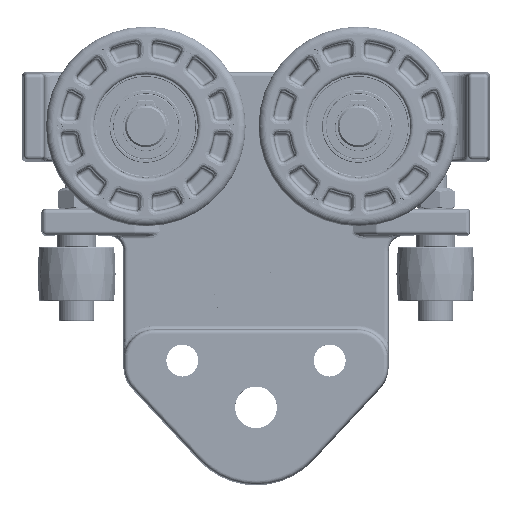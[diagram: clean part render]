
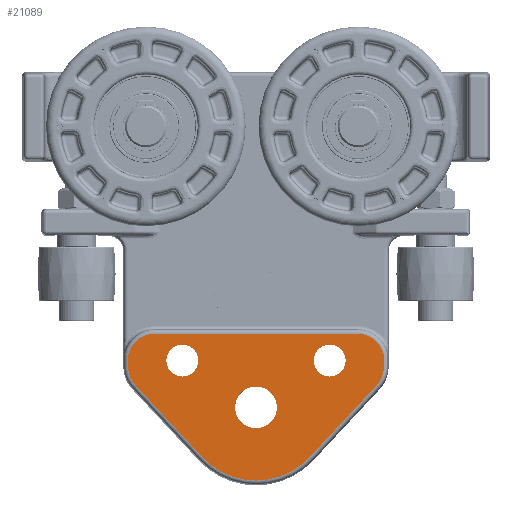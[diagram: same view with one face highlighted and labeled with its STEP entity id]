
A CAD part, top view. The second image highlights one B-rep face of the part: STEP entity #21089.
In plain terms, the highlighted face is planar.
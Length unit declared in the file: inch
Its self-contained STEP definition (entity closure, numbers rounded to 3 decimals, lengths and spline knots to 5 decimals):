
#124=CARTESIAN_POINT('',(-0.46875,-1.1811,1.0059));
#125=VERTEX_POINT('',#124);
#126=CARTESIAN_POINT('',(-0.46875,-1.1811,0.75));
#127=DIRECTION('',(1.0,0.0,0.0));
#128=DIRECTION('',(0.0,0.0,-1.0));
#129=AXIS2_PLACEMENT_3D('',#126,#127,#128);
#130=CIRCLE('',#129,0.2559);
#131=EDGE_CURVE('',#125,#125,#130,.T.);
#152=CARTESIAN_POINT('',(-0.46875,1.1811,1.0059));
#153=VERTEX_POINT('',#152);
#154=CARTESIAN_POINT('',(-0.46875,1.1811,0.75));
#155=DIRECTION('',(1.0,0.0,0.0));
#156=DIRECTION('',(0.0,0.0,-1.0));
#157=AXIS2_PLACEMENT_3D('',#154,#155,#156);
#158=CIRCLE('',#157,0.2559);
#159=EDGE_CURVE('',#153,#153,#158,.T.);
#15233=CARTESIAN_POINT('',(-0.46875,0.,0.33465));
#15234=VERTEX_POINT('',#15233);
#15235=CARTESIAN_POINT('',(-0.46875,0.,0.));
#15236=DIRECTION('',(1.0,0.0,0.0));
#15237=DIRECTION('',(0.0,0.0,-1.0));
#15238=AXIS2_PLACEMENT_3D('',#15235,#15236,#15237);
#15239=CIRCLE('',#15238,0.33465);
#15240=EDGE_CURVE('',#15234,#15234,#15239,.T.);
#20606=CARTESIAN_POINT('',(-0.46875,-2.04828,0.83701));
#20607=VERTEX_POINT('',#20606);
#20630=CARTESIAN_POINT('',(-0.46875,2.04828,0.83701));
#20631=VERTEX_POINT('',#20630);
#20663=CARTESIAN_POINT('',(-0.46875,1.62401,1.1831));
#20664=VERTEX_POINT('',#20663);
#20680=CARTESIAN_POINT('',(-0.46875,1.62401,0.75));
#20681=DIRECTION('',(1.0,0.,0.));
#20682=DIRECTION('',(0.,0.637,0.771));
#20683=AXIS2_PLACEMENT_3D('',#20680,#20681,#20682);
#20684=CIRCLE('',#20683,0.4331);
#20685=EDGE_CURVE('',#20631,#20664,#20684,.T.);
#20725=CARTESIAN_POINT('',(-0.46875,2.04828,0.64193));
#20726=VERTEX_POINT('',#20725);
#20734=CARTESIAN_POINT('',(-0.46875,2.04828,0.64193));
#20735=DIRECTION('',(0.0,0.0,1.0));
#20736=VECTOR('',#20735,0.19509);
#20737=LINE('',#20734,#20736);
#20738=EDGE_CURVE('',#20726,#20631,#20737,.T.);
#20750=CARTESIAN_POINT('',(-0.46875,-1.62401,1.1831));
#20751=VERTEX_POINT('',#20750);
#20761=CARTESIAN_POINT('',(-0.46875,1.62401,1.1831));
#20762=DIRECTION('',(0.0,-1.0,0.0));
#20763=VECTOR('',#20762,3.24802);
#20764=LINE('',#20761,#20763);
#20765=EDGE_CURVE('',#20664,#20751,#20764,.T.);
#20777=CARTESIAN_POINT('',(-0.46875,1.93444,0.35312));
#20778=VERTEX_POINT('',#20777);
#20786=CARTESIAN_POINT('',(-0.46875,1.625,0.64193));
#20787=DIRECTION('',(1.0,0.,0.));
#20788=DIRECTION('',(0.,0.93,-0.367));
#20789=AXIS2_PLACEMENT_3D('',#20786,#20787,#20788);
#20790=CIRCLE('',#20789,0.42328);
#20791=EDGE_CURVE('',#20778,#20726,#20790,.T.);
#20812=CARTESIAN_POINT('',(-0.46875,-1.62401,0.75));
#20813=DIRECTION('',(1.,0.,0.));
#20814=DIRECTION('',(0.,-0.637,0.771));
#20815=AXIS2_PLACEMENT_3D('',#20812,#20813,#20814);
#20816=CIRCLE('',#20815,0.4331);
#20817=EDGE_CURVE('',#20751,#20607,#20816,.T.);
#20829=CARTESIAN_POINT('',(-0.46875,0.85775,-0.80053));
#20830=VERTEX_POINT('',#20829);
#20838=CARTESIAN_POINT('',(-0.46875,0.85775,-0.80053));
#20839=DIRECTION('',(0.0,0.682,0.731));
#20840=VECTOR('',#20839,1.57803);
#20841=LINE('',#20838,#20840);
#20842=EDGE_CURVE('',#20830,#20778,#20841,.T.);
#20859=CARTESIAN_POINT('',(-0.46875,-2.04828,0.64193));
#20860=VERTEX_POINT('',#20859);
#20877=CARTESIAN_POINT('',(-0.46875,-2.04828,0.83701));
#20878=DIRECTION('',(0.0,0.0,-1.0));
#20879=VECTOR('',#20878,0.19509);
#20880=LINE('',#20877,#20879);
#20881=EDGE_CURVE('',#20607,#20860,#20880,.T.);
#20893=CARTESIAN_POINT('',(-0.46875,-0.85775,-0.80053));
#20894=VERTEX_POINT('',#20893);
#20902=CARTESIAN_POINT('',(-0.46875,0.,0.));
#20903=DIRECTION('',(1.0,0.0,0.0));
#20904=DIRECTION('',(0.0,0.0,-1.0));
#20905=AXIS2_PLACEMENT_3D('',#20902,#20903,#20904);
#20906=CIRCLE('',#20905,1.17328);
#20907=EDGE_CURVE('',#20894,#20830,#20906,.T.);
#20925=CARTESIAN_POINT('',(-0.46875,-1.93444,0.35312));
#20926=VERTEX_POINT('',#20925);
#20944=CARTESIAN_POINT('',(-0.46875,-1.625,0.64193));
#20945=DIRECTION('',(1.,0.,0.));
#20946=DIRECTION('',(0.,-0.93,-0.367));
#20947=AXIS2_PLACEMENT_3D('',#20944,#20945,#20946);
#20948=CIRCLE('',#20947,0.42328);
#20949=EDGE_CURVE('',#20860,#20926,#20948,.T.);
#20967=CARTESIAN_POINT('',(-0.46875,-1.93444,0.35312));
#20968=DIRECTION('',(0.0,0.682,-0.731));
#20969=VECTOR('',#20968,1.57803);
#20970=LINE('',#20967,#20969);
#20971=EDGE_CURVE('',#20926,#20894,#20970,.T.);
#21063=CARTESIAN_POINT('',(-0.46875,0.,0.2899));
#21064=DIRECTION('',(1.0,0.0,0.0));
#21065=DIRECTION('',(0.0,0.0,-1.0));
#21066=AXIS2_PLACEMENT_3D('',#21063,#21064,#21065);
#21067=PLANE('',#21066);
#21068=ORIENTED_EDGE('',*,*,#20685,.F.);
#21069=ORIENTED_EDGE('',*,*,#20738,.F.);
#21070=ORIENTED_EDGE('',*,*,#20791,.F.);
#21071=ORIENTED_EDGE('',*,*,#20842,.F.);
#21072=ORIENTED_EDGE('',*,*,#20907,.F.);
#21073=ORIENTED_EDGE('',*,*,#20971,.F.);
#21074=ORIENTED_EDGE('',*,*,#20949,.F.);
#21075=ORIENTED_EDGE('',*,*,#20881,.F.);
#21076=ORIENTED_EDGE('',*,*,#20817,.F.);
#21077=ORIENTED_EDGE('',*,*,#20765,.F.);
#21078=EDGE_LOOP('',(#21068,#21069,#21070,#21071,#21072,#21073,#21074,#21075,#21076,#21077));
#21079=FACE_OUTER_BOUND('',#21078,.T.);
#21080=ORIENTED_EDGE('',*,*,#131,.T.);
#21081=EDGE_LOOP('',(#21080));
#21082=FACE_BOUND('',#21081,.T.);
#21083=ORIENTED_EDGE('',*,*,#159,.T.);
#21084=EDGE_LOOP('',(#21083));
#21085=FACE_BOUND('',#21084,.T.);
#21086=ORIENTED_EDGE('',*,*,#15240,.T.);
#21087=EDGE_LOOP('',(#21086));
#21088=FACE_BOUND('',#21087,.T.);
#21089=ADVANCED_FACE('',(#21079,#21082,#21085,#21088),#21067,.F.);
